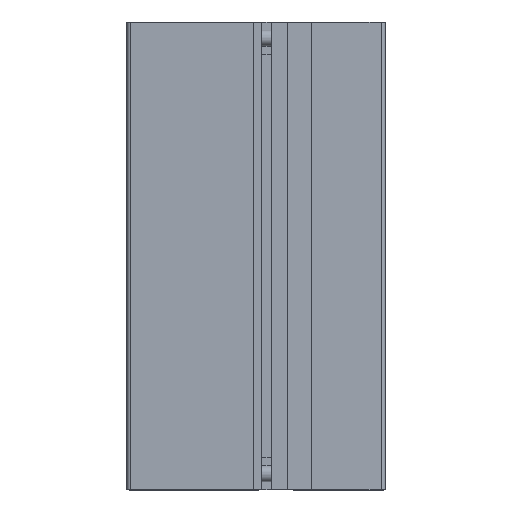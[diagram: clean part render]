
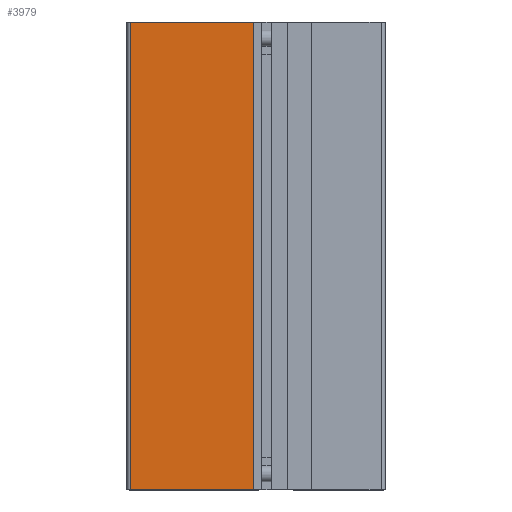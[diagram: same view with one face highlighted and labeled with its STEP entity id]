
A CAD part, front view. The second image highlights one B-rep face of the part: STEP entity #3979.
In plain terms, the highlighted planar face has unit normal (-0.026, -1, 0).
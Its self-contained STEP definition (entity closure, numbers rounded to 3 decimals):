
#269 = CARTESIAN_POINT ( 'NONE',  ( 15.7, 3., 0. ) ) ;
#589 = VECTOR ( 'NONE', #3427, 1000. ) ;
#732 = VERTEX_POINT ( 'NONE', #4923 ) ;
#759 = VERTEX_POINT ( 'NONE', #2478 ) ;
#1011 = EDGE_CURVE ( 'NONE', #5484, #4370, #3791, .T. ) ;
#1035 = EDGE_CURVE ( 'NONE', #4370, #732, #1733, .T. ) ;
#1178 = CARTESIAN_POINT ( 'NONE',  ( 15.7, 3., -58. ) ) ;
#1337 = DIRECTION ( 'NONE',  ( 0.026, 1., 0. ) ) ;
#1339 = EDGE_CURVE ( 'NONE', #732, #759, #2323, .T. ) ;
#1500 = VECTOR ( 'NONE', #3091, 1000. ) ;
#1577 = CARTESIAN_POINT ( 'NONE',  ( 0.4, 3.4, 0. ) ) ;
#1583 = VECTOR ( 'NONE', #4872, 1000. ) ;
#1646 = EDGE_CURVE ( 'NONE', #759, #5484, #4683, .T. ) ;
#1733 = LINE ( 'NONE', #2423, #1583 ) ;
#2065 = DIRECTION ( 'NONE',  ( 0., 0., 1. ) ) ;
#2103 = VECTOR ( 'NONE', #2065, 1000. ) ;
#2284 = CARTESIAN_POINT ( 'NONE',  ( 0.4, 3.4, 0. ) ) ;
#2323 = LINE ( 'NONE', #1178, #1500 ) ;
#2423 = CARTESIAN_POINT ( 'NONE',  ( 15.7, 3., 0. ) ) ;
#2478 = CARTESIAN_POINT ( 'NONE',  ( 0.4, 3.4, -58. ) ) ;
#2618 = EDGE_LOOP ( 'NONE', ( #2813, #3934, #5483, #2691 ) ) ;
#2691 = ORIENTED_EDGE ( 'NONE', *, *, #1011, .F. ) ;
#2813 = ORIENTED_EDGE ( 'NONE', *, *, #1646, .F. ) ;
#3038 = CARTESIAN_POINT ( 'NONE',  ( 0.4, 3.4, 0. ) ) ;
#3091 = DIRECTION ( 'NONE',  ( -1., 0.026, 0. ) ) ;
#3094 = FACE_OUTER_BOUND ( 'NONE', #2618, .T. ) ;
#3381 = CARTESIAN_POINT ( 'NONE',  ( 0.4, 3.4, 0. ) ) ;
#3427 = DIRECTION ( 'NONE',  ( 1., -0.026, 0. ) ) ;
#3791 = LINE ( 'NONE', #3381, #589 ) ;
#3934 = ORIENTED_EDGE ( 'NONE', *, *, #1339, .F. ) ;
#3979 = ADVANCED_FACE ( 'NONE', ( #3094 ), #5722, .F. ) ;
#4370 = VERTEX_POINT ( 'NONE', #269 ) ;
#4683 = LINE ( 'NONE', #3038, #2103 ) ;
#4764 = DIRECTION ( 'NONE',  ( -1., 0.026, 0. ) ) ;
#4872 = DIRECTION ( 'NONE',  ( 0., 0., -1. ) ) ;
#4905 = AXIS2_PLACEMENT_3D ( 'NONE', #2284, #1337, #4764 ) ;
#4923 = CARTESIAN_POINT ( 'NONE',  ( 15.7, 3., -58. ) ) ;
#5483 = ORIENTED_EDGE ( 'NONE', *, *, #1035, .F. ) ;
#5484 = VERTEX_POINT ( 'NONE', #1577 ) ;
#5722 = PLANE ( 'NONE',  #4905 ) ;
